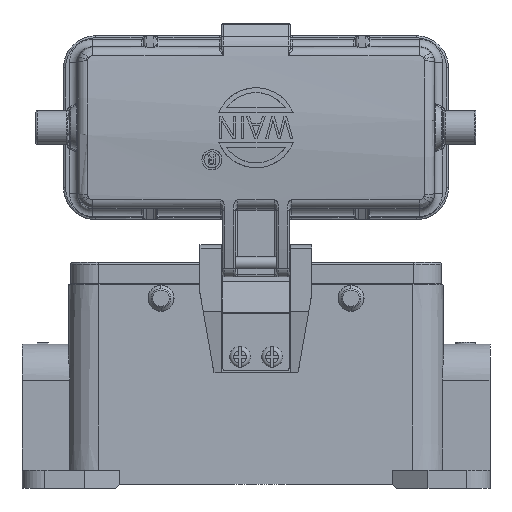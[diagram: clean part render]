
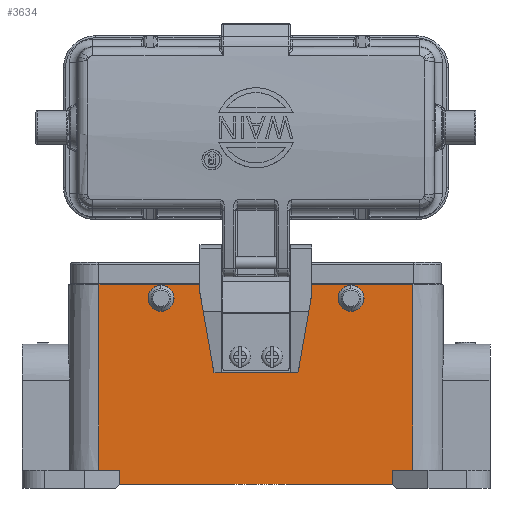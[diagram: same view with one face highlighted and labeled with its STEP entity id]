
A CAD part, front view. The second image highlights one B-rep face of the part: STEP entity #3634.
In plain terms, the highlighted planar face has unit normal (0, -1, 0.009).
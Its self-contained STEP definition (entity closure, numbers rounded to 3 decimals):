
#90=ELLIPSE('',#25687,1.5,1.5);
#91=ELLIPSE('',#25688,1.5,1.5);
#1806=PLANE('',#25689);
#2090=FACE_BOUND('',#6513,.T.);
#2091=FACE_BOUND('',#6514,.T.);
#2092=FACE_BOUND('',#6515,.T.);
#2093=FACE_BOUND('',#6516,.T.);
#2094=FACE_BOUND('',#6517,.T.);
#3634=ADVANCED_FACE('',(#2090,#2091,#2092,#2093,#2094),#1806,.T.);
#6513=EDGE_LOOP('',(#14948));
#6514=EDGE_LOOP('',(#14949));
#6515=EDGE_LOOP('',(#14950));
#6516=EDGE_LOOP('',(#14951));
#6517=EDGE_LOOP('',(#14952,#14953,#14954,#14955,#14956,#14957,#14958,#14959,
#14960,#14961,#14962,#14963));
#8027=LINE('',#45334,#9677);
#8028=LINE('',#45336,#9678);
#8040=LINE('',#45379,#9690);
#8045=LINE('',#45400,#9695);
#8052=LINE('',#45435,#9702);
#8081=LINE('',#45510,#9731);
#8084=LINE('',#45524,#9734);
#8091=LINE('',#45540,#9741);
#8225=LINE('',#46052,#9875);
#8238=LINE('',#46086,#9888);
#8240=LINE('',#46090,#9890);
#8241=LINE('',#46100,#9891);
#9677=VECTOR('',#30168,1.);
#9678=VECTOR('',#30171,1.);
#9690=VECTOR('',#30195,1.);
#9695=VECTOR('',#30206,1.);
#9702=VECTOR('',#30225,1.);
#9731=VECTOR('',#30298,1.);
#9734=VECTOR('',#30315,1.);
#9741=VECTOR('',#30326,1.);
#9875=VECTOR('',#30610,1.);
#9888=VECTOR('',#30645,1.);
#9890=VECTOR('',#30649,1.);
#9891=VECTOR('',#30660,1.);
#14948=ORIENTED_EDGE('',*,*,#22021,.F.);
#14949=ORIENTED_EDGE('',*,*,#22022,.F.);
#14950=ORIENTED_EDGE('',*,*,#22023,.T.);
#14951=ORIENTED_EDGE('',*,*,#22024,.T.);
#14952=ORIENTED_EDGE('',*,*,#22018,.T.);
#14953=ORIENTED_EDGE('',*,*,#22001,.T.);
#14954=ORIENTED_EDGE('',*,*,#21819,.F.);
#14955=ORIENTED_EDGE('',*,*,#21811,.T.);
#14956=ORIENTED_EDGE('',*,*,#21804,.F.);
#14957=ORIENTED_EDGE('',*,*,#22025,.T.);
#14958=ORIENTED_EDGE('',*,*,#21766,.F.);
#14959=ORIENTED_EDGE('',*,*,#21754,.T.);
#14960=ORIENTED_EDGE('',*,*,#21746,.T.);
#14961=ORIENTED_EDGE('',*,*,#21730,.T.);
#14962=ORIENTED_EDGE('',*,*,#21729,.F.);
#14963=ORIENTED_EDGE('',*,*,#22020,.F.);
#18781=VERTEX_POINT('',#45331);
#18782=VERTEX_POINT('',#45333);
#18783=VERTEX_POINT('',#45337);
#18796=VERTEX_POINT('',#45380);
#18801=VERTEX_POINT('',#45401);
#18811=VERTEX_POINT('',#45436);
#18832=VERTEX_POINT('',#45505);
#18834=VERTEX_POINT('',#45509);
#18839=VERTEX_POINT('',#45525);
#18846=VERTEX_POINT('',#45541);
#18966=VERTEX_POINT('',#46053);
#18976=VERTEX_POINT('',#46087);
#18977=VERTEX_POINT('',#46093);
#18978=VERTEX_POINT('',#46095);
#18979=VERTEX_POINT('',#46097);
#18980=VERTEX_POINT('',#46099);
#21729=EDGE_CURVE('',#18782,#18781,#8027,.T.);
#21730=EDGE_CURVE('',#18783,#18781,#8028,.T.);
#21746=EDGE_CURVE('',#18796,#18783,#8040,.T.);
#21754=EDGE_CURVE('',#18801,#18796,#8045,.T.);
#21766=EDGE_CURVE('',#18801,#18811,#8052,.T.);
#21804=EDGE_CURVE('',#18834,#18832,#8081,.T.);
#21811=EDGE_CURVE('',#18839,#18832,#8084,.T.);
#21819=EDGE_CURVE('',#18839,#18846,#8091,.T.);
#22001=EDGE_CURVE('',#18966,#18846,#8225,.T.);
#22018=EDGE_CURVE('',#18976,#18966,#8238,.T.);
#22020=EDGE_CURVE('',#18976,#18782,#8240,.T.);
#22021=EDGE_CURVE('',#18977,#18977,#23862,.T.);
#22022=EDGE_CURVE('',#18978,#18978,#23863,.T.);
#22023=EDGE_CURVE('',#18979,#18979,#90,.T.);
#22024=EDGE_CURVE('',#18980,#18980,#91,.T.);
#22025=EDGE_CURVE('',#18834,#18811,#8241,.T.);
#23862=CIRCLE('',#25685,1.5);
#23863=CIRCLE('',#25686,1.5);
#25685=AXIS2_PLACEMENT_3D('',#46092,#30652,#30653);
#25686=AXIS2_PLACEMENT_3D('',#46094,#30654,#30655);
#25687=AXIS2_PLACEMENT_3D('',#46096,#30656,#30657);
#25688=AXIS2_PLACEMENT_3D('',#46098,#30658,#30659);
#25689=AXIS2_PLACEMENT_3D('',#46101,#30661,#30662);
#30168=DIRECTION('',(1.,0.,0.));
#30171=DIRECTION('',(0.,-0.009,-1.));
#30195=DIRECTION('',(-1.,0.,0.));
#30206=DIRECTION('',(0.,0.009,1.));
#30225=DIRECTION('',(-1.,0.,0.));
#30298=DIRECTION('',(-1.,0.,0.));
#30315=DIRECTION('',(0.,-0.009,-1.));
#30326=DIRECTION('',(-1.,0.,0.));
#30610=DIRECTION('',(0.,-0.009,-1.));
#30645=DIRECTION('',(-1.,0.,0.));
#30649=DIRECTION('',(0.,-0.009,-1.));
#30652=DIRECTION('',(0.,-1.,0.009));
#30653=DIRECTION('',(1.,0.,0.));
#30654=DIRECTION('',(0.,-1.,0.009));
#30655=DIRECTION('',(1.,0.,0.));
#30656=DIRECTION('',(0.,1.,-0.009));
#30657=DIRECTION('',(0.,0.009,1.));
#30658=DIRECTION('',(0.,1.,-0.009));
#30659=DIRECTION('',(0.,0.009,1.));
#30660=DIRECTION('',(0.,0.009,1.));
#30661=DIRECTION('',(0.,-1.,0.009));
#30662=DIRECTION('',(-1.,0.,0.));
#45331=CARTESIAN_POINT('',(1.6,-21.526,21.5));
#45333=CARTESIAN_POINT('',(-1.6,-21.526,21.5));
#45334=CARTESIAN_POINT('',(-1.6,-21.526,21.5));
#45336=CARTESIAN_POINT('',(1.6,-21.5,24.5));
#45337=CARTESIAN_POINT('',(1.6,-21.5,24.5));
#45379=CARTESIAN_POINT('',(39.25,-21.5,24.5));
#45380=CARTESIAN_POINT('',(39.25,-21.5,24.5));
#45400=CARTESIAN_POINT('',(39.25,-21.906,-22.));
#45401=CARTESIAN_POINT('',(39.25,-21.906,-22.));
#45435=CARTESIAN_POINT('',(39.25,-21.906,-22.));
#45436=CARTESIAN_POINT('',(34.,-21.906,-22.));
#45505=CARTESIAN_POINT('',(-34.,-21.936,-25.5));
#45509=CARTESIAN_POINT('',(34.,-21.936,-25.5));
#45510=CARTESIAN_POINT('',(34.,-21.936,-25.5));
#45524=CARTESIAN_POINT('',(-34.,-21.906,-22.));
#45525=CARTESIAN_POINT('',(-34.,-21.906,-22.));
#45540=CARTESIAN_POINT('',(-34.,-21.906,-22.));
#45541=CARTESIAN_POINT('',(-39.25,-21.906,-22.));
#46052=CARTESIAN_POINT('',(-39.25,-21.5,24.5));
#46053=CARTESIAN_POINT('',(-39.25,-21.5,24.5));
#46086=CARTESIAN_POINT('',(-1.6,-21.5,24.5));
#46087=CARTESIAN_POINT('',(-1.6,-21.5,24.5));
#46090=CARTESIAN_POINT('',(-1.6,-21.5,24.5));
#46092=CARTESIAN_POINT('',(4.,-21.66,6.212));
#46093=CARTESIAN_POINT('',(5.5,-21.66,6.212));
#46094=CARTESIAN_POINT('',(-4.,-21.66,6.212));
#46095=CARTESIAN_POINT('',(-2.5,-21.66,6.212));
#46096=CARTESIAN_POINT('',(23.75,-21.531,21.));
#46097=CARTESIAN_POINT('',(23.75,-21.517,22.5));
#46098=CARTESIAN_POINT('',(-23.75,-21.531,21.));
#46099=CARTESIAN_POINT('',(-23.75,-21.517,22.5));
#46100=CARTESIAN_POINT('',(34.,-21.936,-25.5));
#46101=CARTESIAN_POINT('',(-41.628,-21.5,24.5));
